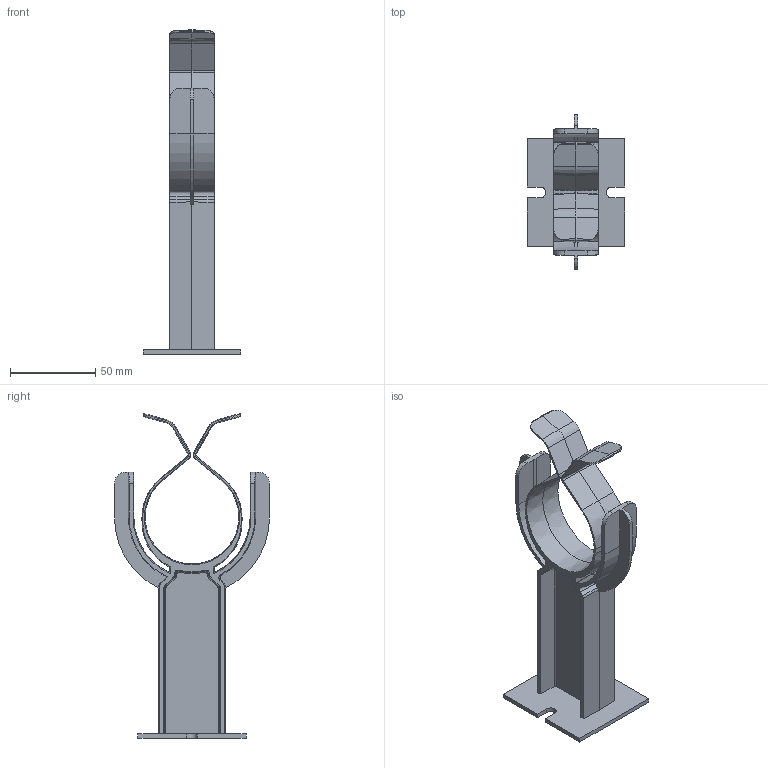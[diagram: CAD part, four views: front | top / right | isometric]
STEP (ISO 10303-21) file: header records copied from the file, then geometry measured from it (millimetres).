
FILE_DESCRIPTION(/* description */ (''),/* implementation_level */ '2;1');
FILE_NAME(/* name */ 'G03597OJ_00__specification__G03597OJ__.stp',/* time_stamp */ '2016-02-23T10:04:56-05:00',/* author */ (''),/* organization */ (''),/* preprocessor_version */ 'ST-DEVELOPER v15',/* originating_system */ 'SIEMENS PLM Software NX 8.5',/* authorisation */ '');
FILE_SCHEMA (('CONFIG_CONTROL_DESIGN'));
Length unit declared in the file: inch
Products named in the file (1): G03597OJ_00
Bounding box: 57.15 x 91.02 x 190.47 mm (x, y, z)
Volume: 56868.6 mm3; surface area: 48654.2 mm2
Topology: 1 solids, 1 shells, 207 faces, 546 edges, 342 vertices
Faces by surface type: plane 98, cone 44, cylinder 40, bspline 23, torus 2
Entity records: 6988 total; most frequent: CARTESIAN_POINT 1887, ORIENTED_EDGE 1092, DIRECTION 1016, EDGE_CURVE 546, AXIS2_PLACEMENT_3D 346, VERTEX_POINT 342, LINE 324, VECTOR 324
